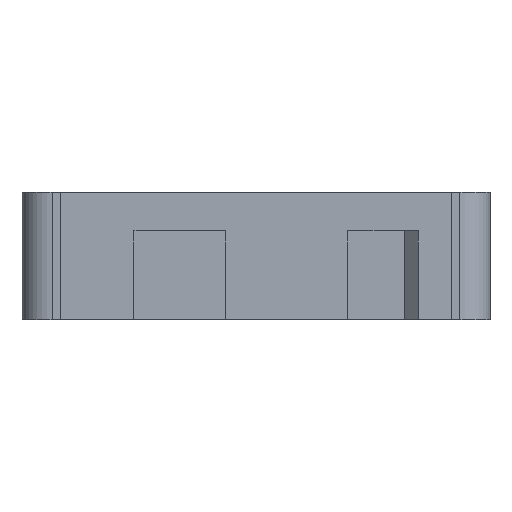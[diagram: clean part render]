
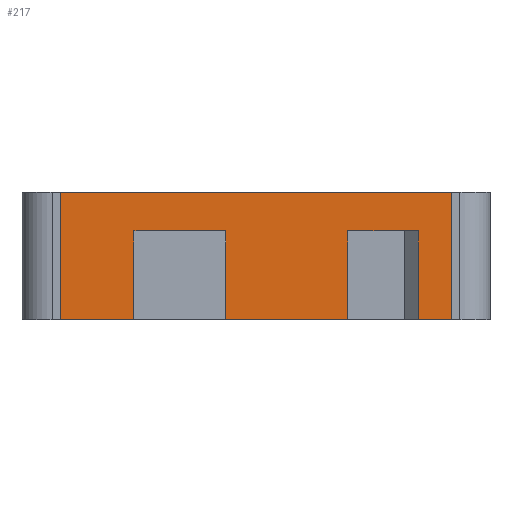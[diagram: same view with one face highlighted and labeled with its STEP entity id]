
A CAD part, left-side view. The second image highlights one B-rep face of the part: STEP entity #217.
In plain terms, the highlighted planar face has unit normal (-1, 0, 0).
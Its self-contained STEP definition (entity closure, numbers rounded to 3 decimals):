
#21 = EDGE_CURVE('',#22,#24,#26,.T.);
#22 = VERTEX_POINT('',#23);
#23 = CARTESIAN_POINT('',(-40.25,18.25,0.));
#24 = VERTEX_POINT('',#25);
#25 = CARTESIAN_POINT('',(-40.25,29.25,0.));
#26 = LINE('',#27,#28);
#27 = CARTESIAN_POINT('',(-40.25,-29.25,0.));
#28 = VECTOR('',#29,1.);
#29 = DIRECTION('',(0.,1.,0.));
#128 = VERTEX_POINT('',#129);
#129 = CARTESIAN_POINT('',(-40.25,-29.25,0.));
#135 = EDGE_CURVE('',#128,#136,#138,.T.);
#136 = VERTEX_POINT('',#137);
#137 = CARTESIAN_POINT('',(-40.25,-24.25,0.));
#138 = LINE('',#139,#140);
#139 = CARTESIAN_POINT('',(-40.25,-29.25,0.));
#140 = VECTOR('',#141,1.);
#141 = DIRECTION('',(0.,1.,0.));
#217 = ADVANCED_FACE('',(#218),#298,.T.);
#218 = FACE_BOUND('',#219,.T.);
#219 = EDGE_LOOP('',(#220,#221,#229,#237,#243,#244,#252,#260,#268,#276,
    #284,#292));
#220 = ORIENTED_EDGE('',*,*,#135,.F.);
#221 = ORIENTED_EDGE('',*,*,#222,.T.);
#222 = EDGE_CURVE('',#128,#223,#225,.T.);
#223 = VERTEX_POINT('',#224);
#224 = CARTESIAN_POINT('',(-40.25,-29.25,19.));
#225 = LINE('',#226,#227);
#226 = CARTESIAN_POINT('',(-40.25,-29.25,0.));
#227 = VECTOR('',#228,1.);
#228 = DIRECTION('',(0.,0.,1.));
#229 = ORIENTED_EDGE('',*,*,#230,.T.);
#230 = EDGE_CURVE('',#223,#231,#233,.T.);
#231 = VERTEX_POINT('',#232);
#232 = CARTESIAN_POINT('',(-40.25,29.25,19.));
#233 = LINE('',#234,#235);
#234 = CARTESIAN_POINT('',(-40.25,-29.25,19.));
#235 = VECTOR('',#236,1.);
#236 = DIRECTION('',(0.,1.,0.));
#237 = ORIENTED_EDGE('',*,*,#238,.F.);
#238 = EDGE_CURVE('',#24,#231,#239,.T.);
#239 = LINE('',#240,#241);
#240 = CARTESIAN_POINT('',(-40.25,29.25,0.));
#241 = VECTOR('',#242,1.);
#242 = DIRECTION('',(0.,0.,1.));
#243 = ORIENTED_EDGE('',*,*,#21,.F.);
#244 = ORIENTED_EDGE('',*,*,#245,.T.);
#245 = EDGE_CURVE('',#22,#246,#248,.T.);
#246 = VERTEX_POINT('',#247);
#247 = CARTESIAN_POINT('',(-40.25,18.25,13.25));
#248 = LINE('',#249,#250);
#249 = CARTESIAN_POINT('',(-40.25,18.25,0.));
#250 = VECTOR('',#251,1.);
#251 = DIRECTION('',(0.,0.,1.));
#252 = ORIENTED_EDGE('',*,*,#253,.T.);
#253 = EDGE_CURVE('',#246,#254,#256,.T.);
#254 = VERTEX_POINT('',#255);
#255 = CARTESIAN_POINT('',(-40.25,4.5,13.25));
#256 = LINE('',#257,#258);
#257 = CARTESIAN_POINT('',(-40.25,18.25,13.25));
#258 = VECTOR('',#259,1.);
#259 = DIRECTION('',(0.,-1.,0.));
#260 = ORIENTED_EDGE('',*,*,#261,.F.);
#261 = EDGE_CURVE('',#262,#254,#264,.T.);
#262 = VERTEX_POINT('',#263);
#263 = CARTESIAN_POINT('',(-40.25,4.5,0.));
#264 = LINE('',#265,#266);
#265 = CARTESIAN_POINT('',(-40.25,4.5,0.));
#266 = VECTOR('',#267,1.);
#267 = DIRECTION('',(0.,0.,1.));
#268 = ORIENTED_EDGE('',*,*,#269,.F.);
#269 = EDGE_CURVE('',#270,#262,#272,.T.);
#270 = VERTEX_POINT('',#271);
#271 = CARTESIAN_POINT('',(-40.25,-13.75,0.));
#272 = LINE('',#273,#274);
#273 = CARTESIAN_POINT('',(-40.25,-29.25,0.));
#274 = VECTOR('',#275,1.);
#275 = DIRECTION('',(0.,1.,0.));
#276 = ORIENTED_EDGE('',*,*,#277,.T.);
#277 = EDGE_CURVE('',#270,#278,#280,.T.);
#278 = VERTEX_POINT('',#279);
#279 = CARTESIAN_POINT('',(-40.25,-13.75,13.25));
#280 = LINE('',#281,#282);
#281 = CARTESIAN_POINT('',(-40.25,-13.75,0.));
#282 = VECTOR('',#283,1.);
#283 = DIRECTION('',(0.,0.,1.));
#284 = ORIENTED_EDGE('',*,*,#285,.T.);
#285 = EDGE_CURVE('',#278,#286,#288,.T.);
#286 = VERTEX_POINT('',#287);
#287 = CARTESIAN_POINT('',(-40.25,-24.25,13.25));
#288 = LINE('',#289,#290);
#289 = CARTESIAN_POINT('',(-40.25,-13.75,13.25));
#290 = VECTOR('',#291,1.);
#291 = DIRECTION('',(0.,-1.,0.));
#292 = ORIENTED_EDGE('',*,*,#293,.F.);
#293 = EDGE_CURVE('',#136,#286,#294,.T.);
#294 = LINE('',#295,#296);
#295 = CARTESIAN_POINT('',(-40.25,-24.25,0.));
#296 = VECTOR('',#297,1.);
#297 = DIRECTION('',(0.,0.,1.));
#298 = PLANE('',#299);
#299 = AXIS2_PLACEMENT_3D('',#300,#301,#302);
#300 = CARTESIAN_POINT('',(-40.25,-29.25,0.));
#301 = DIRECTION('',(-1.,0.,0.));
#302 = DIRECTION('',(0.,1.,0.));
